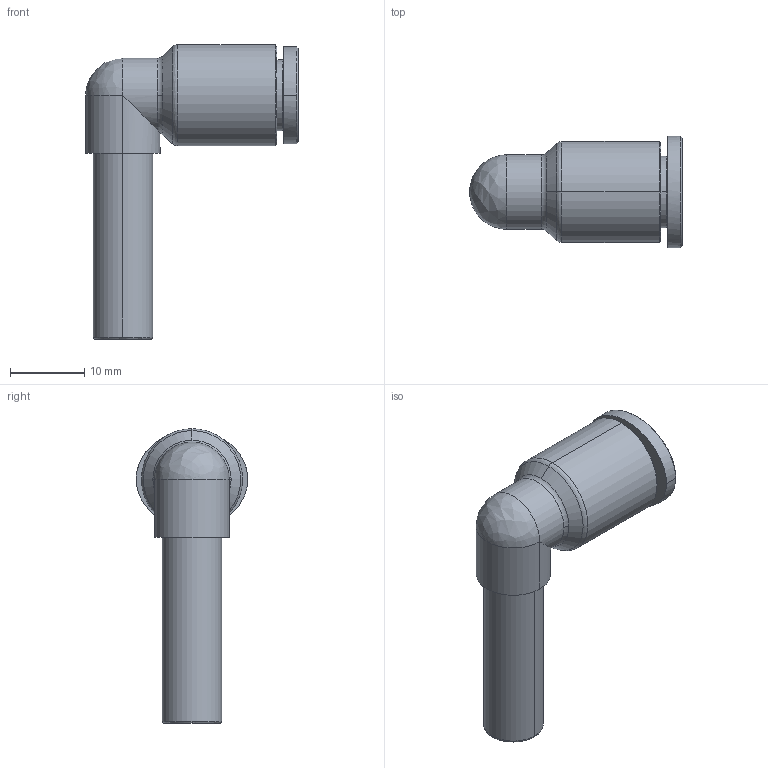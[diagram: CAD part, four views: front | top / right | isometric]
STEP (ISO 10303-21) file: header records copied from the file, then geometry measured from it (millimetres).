
FILE_DESCRIPTION (( 'STEP AP214' ), '1' );
FILE_NAME ('PLJ08.stp', '2015-09-24T08:39:39', ( '' ), ( '' ), 'SwSTEP 2.0', 'SolidWorks 2015', '' );
FILE_SCHEMA (( 'AUTOMOTIVE_DESIGN' ));
Length unit declared in the file: millimetre
Products named in the file (2): PLJ08; ｦ+ﾃｦ1
Assembly tree (1 placements, depth 2):
  PLJ08
    ｦ+ﾃｦ1
Bounding box: 28.6 x 15 x 39.6 mm (x, y, z)
Volume: 2935.7 mm3; surface area: 3259.9 mm2
Topology: 1 solids, 1 shells, 408 faces, 1147 edges, 761 vertices
Faces by surface type: plane 340, bspline 35, cylinder 21, cone 10, torus 2
Entity records: 14202 total; most frequent: CARTESIAN_POINT 3582, ORIENTED_EDGE 2292, DIRECTION 1891, EDGE_CURVE 1146, LINE 997, VECTOR 997, VERTEX_POINT 761, AXIS2_PLACEMENT_3D 447
